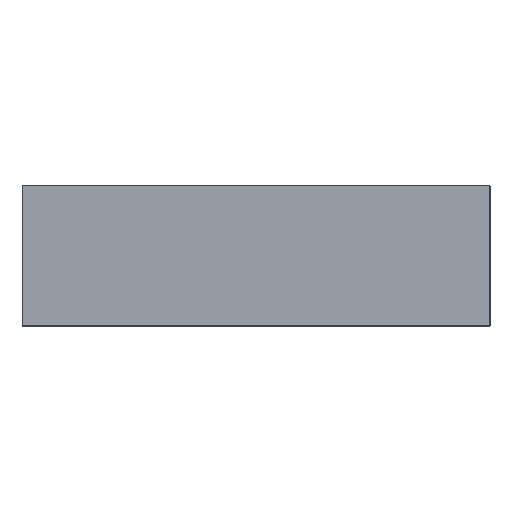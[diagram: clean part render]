
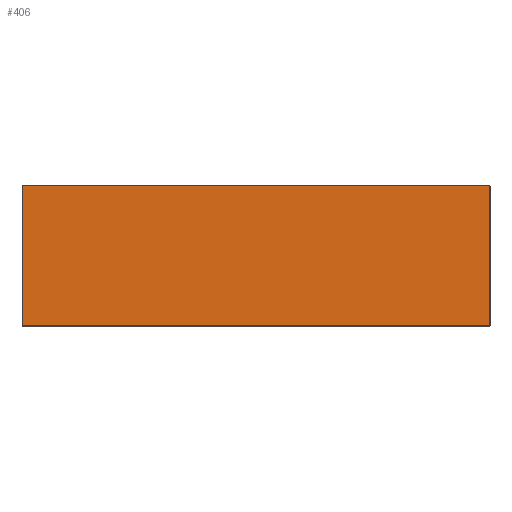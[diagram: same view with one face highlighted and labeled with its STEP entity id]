
A CAD part, top view. The second image highlights one B-rep face of the part: STEP entity #406.
In plain terms, the highlighted face is planar.
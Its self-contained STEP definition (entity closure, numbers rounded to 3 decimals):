
#406=ADVANCED_FACE('',(#512),#1735,.T.);
#512=FACE_OUTER_BOUND('',#618,.T.);
#618=EDGE_LOOP('',(#998,#999,#1000,#1001));
#998=ORIENTED_EDGE('',*,*,#1259,.T.);
#999=ORIENTED_EDGE('',*,*,#1269,.T.);
#1000=ORIENTED_EDGE('',*,*,#1270,.T.);
#1001=ORIENTED_EDGE('',*,*,#1271,.T.);
#1259=EDGE_CURVE('',#1629,#1628,#1480,.T.);
#1269=EDGE_CURVE('',#1628,#1638,#1490,.T.);
#1270=EDGE_CURVE('',#1638,#1639,#1491,.T.);
#1271=EDGE_CURVE('',#1639,#1629,#1492,.T.);
#1480=B_SPLINE_CURVE_WITH_KNOTS('',1,(#2891,#2892),.UNSPECIFIED.,.F.,.F.,
(2,2),(-1198.,0.),.UNSPECIFIED.);
#1490=B_SPLINE_CURVE_WITH_KNOTS('',1,(#2911,#2912),.UNSPECIFIED.,.F.,.F.,
(2,2),(0.,359.),.UNSPECIFIED.);
#1491=B_SPLINE_CURVE_WITH_KNOTS('',1,(#2913,#2914),.UNSPECIFIED.,.F.,.F.,
(2,2),(0.,1198.),.UNSPECIFIED.);
#1492=B_SPLINE_CURVE_WITH_KNOTS('',1,(#2915,#2916),.UNSPECIFIED.,.F.,.F.,
(2,2),(0.,359.),.UNSPECIFIED.);
#1628=VERTEX_POINT('',#2857);
#1629=VERTEX_POINT('',#2858);
#1638=VERTEX_POINT('',#2867);
#1639=VERTEX_POINT('',#2868);
#1735=PLANE('',#1955);
#1955=AXIS2_PLACEMENT_3D('',#2654,#2079,$);
#2079=DIRECTION('',(0.,1.,0.));
#2654=CARTESIAN_POINT('',(-718.8,90.,-215.9));
#2857=CARTESIAN_POINT('',(-599.,90.,-180.));
#2858=CARTESIAN_POINT('',(599.,90.,-180.));
#2867=CARTESIAN_POINT('',(-599.,90.,179.));
#2868=CARTESIAN_POINT('',(599.,90.,179.));
#2891=CARTESIAN_POINT('',(599.,90.,-180.));
#2892=CARTESIAN_POINT('',(-599.,90.,-180.));
#2911=CARTESIAN_POINT('',(-599.,90.,-180.));
#2912=CARTESIAN_POINT('',(-599.,90.,179.));
#2913=CARTESIAN_POINT('',(-599.,90.,179.));
#2914=CARTESIAN_POINT('',(599.,90.,179.));
#2915=CARTESIAN_POINT('',(599.,90.,179.));
#2916=CARTESIAN_POINT('',(599.,90.,-180.));
